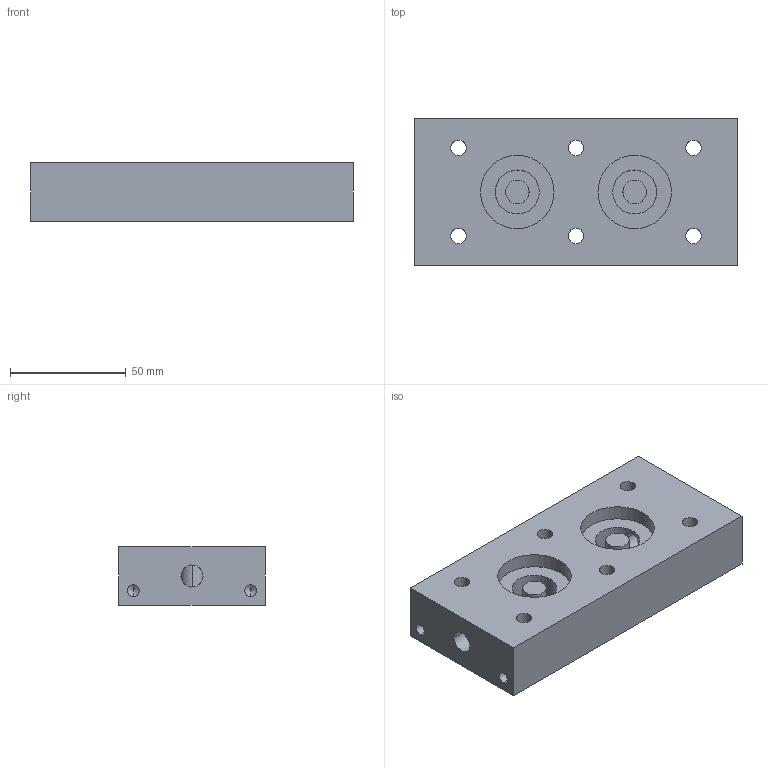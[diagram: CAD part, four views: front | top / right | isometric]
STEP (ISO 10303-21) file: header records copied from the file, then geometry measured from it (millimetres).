
FILE_DESCRIPTION((''),'2;1');
FILE_NAME('CYLINDER_HEAD_UPPER_2_ASS_Y_S__','2016-12-07T',('cxl300'),(''),'PRO/ENGINEER BY PARAMETRIC TECHNOLOGY CORPORATION, 2013230','PRO/ENGINEER BY PARAMETRIC TECHNOLOGY CORPORATION, 2013230','');
FILE_SCHEMA(('CONFIG_CONTROL_DESIGN','GEOMETRIC_VALIDATION_PROPERTIES_MIM'));
Length unit declared in the file: millimetre
Products named in the file (1): CYLINDER_HEAD_UPPER_2_ASS_Y_S__
Bounding box: 139.7 x 63.5 x 25.4 mm (x, y, z)
Volume: 198191 mm3; surface area: 37376 mm2
Topology: 1 solids, 1 shells, 56 faces, 142 edges, 88 vertices
Faces by surface type: cylinder 36, plane 12, cone 8
Entity records: 1828 total; most frequent: CARTESIAN_POINT 351, DIRECTION 306, ORIENTED_EDGE 268, EDGE_CURVE 134, AXIS2_PLACEMENT_3D 124, VERTEX_POINT 88, EDGE_LOOP 80, CIRCLE 68
